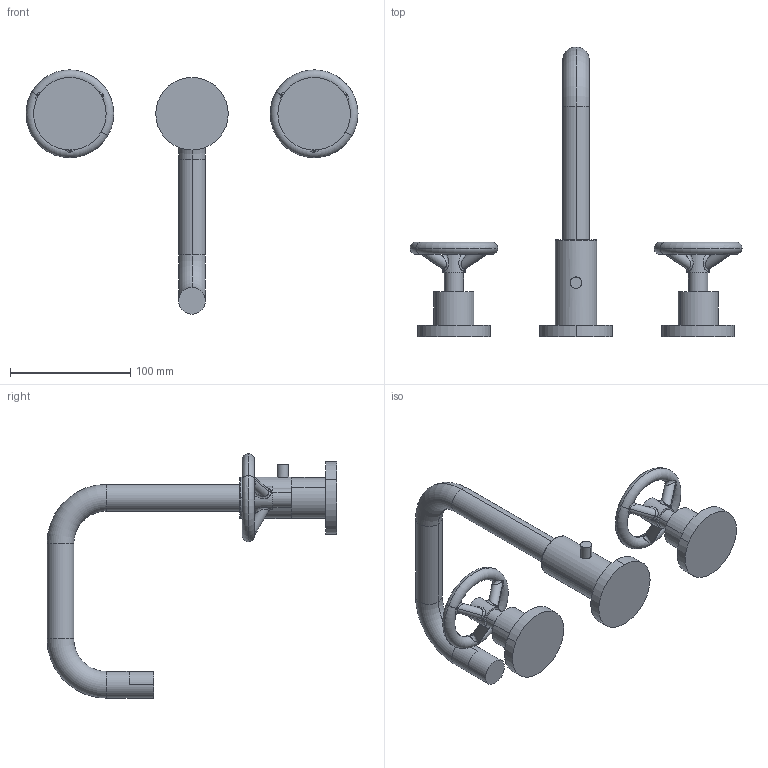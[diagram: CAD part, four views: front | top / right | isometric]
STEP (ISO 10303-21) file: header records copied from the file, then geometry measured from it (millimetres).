
FILE_DESCRIPTION((''),'2;1');
FILE_NAME('ASM0006_ASM','2020-11-27T15:07:48',('jinson.thomas'),(''),'CREO PARAMETRIC BY PTC INC, 2018400','CREO PARAMETRIC BY PTC INC, 2018400','');
FILE_SCHEMA(('CONFIG_CONTROL_DESIGN'));
Length unit declared in the file: inch
Products named in the file (4): MSBR-3_1; MSBR-2_1; MSBR-1_1; ASM0006_ASM
Assembly tree (3 placements, depth 2):
  ASM0006_ASM
    MSBR-3_1
    MSBR-2_1
    MSBR-1_1
Bounding box: 276.23 x 241.22 x 203.2 mm (x, y, z)
Volume: 392082.5 mm3; surface area: 80462.3 mm2
Topology: 3 solids, 3 shells, 105 faces, 248 edges, 150 vertices
Faces by surface type: cylinder 40, bspline 36, plane 15, torus 14
Entity records: 7175 total; most frequent: CARTESIAN_POINT 4925, ORIENTED_EDGE 496, DIRECTION 380, EDGE_CURVE 248, AXIS2_PLACEMENT_3D 166, VERTEX_POINT 150, EDGE_LOOP 118, B_SPLINE_CURVE_WITH_KNOTS 110
